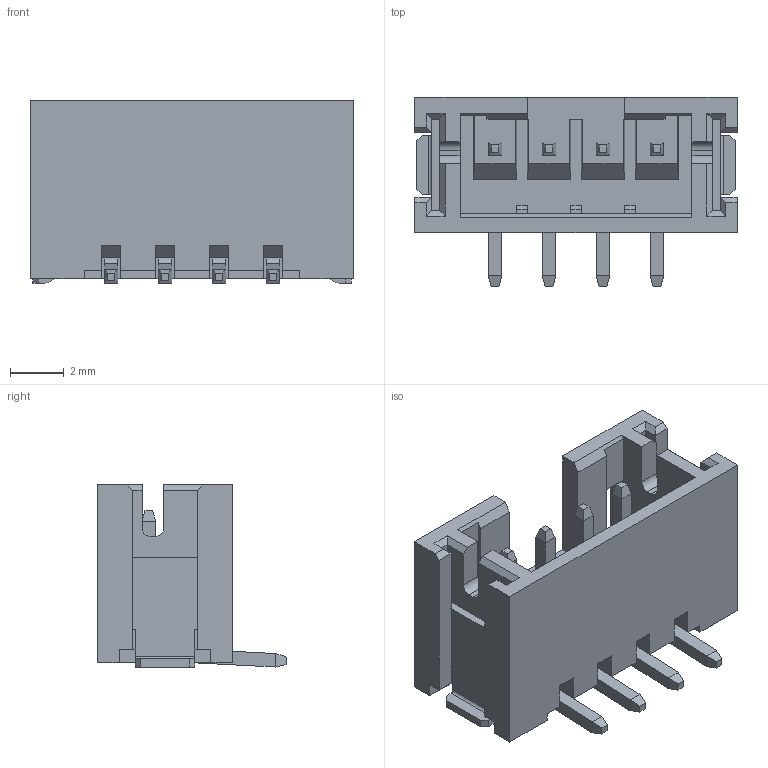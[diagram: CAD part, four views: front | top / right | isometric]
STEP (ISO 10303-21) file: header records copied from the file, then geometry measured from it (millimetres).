
FILE_DESCRIPTION(('FreeCAD Model'),'2;1');
FILE_NAME('Open CASCADE Shape Model','2025-11-30T20:08:13',(''),(''), 'Open CASCADE STEP processor 7.8','FreeCAD','Unknown');
FILE_SCHEMA(('AUTOMOTIVE_DESIGN { 1 0 10303 214 1 1 1 1 }'));
Length unit declared in the file: millimetre
Products named in the file (10): Assembly; B4B-PH-SM4-TB; B4B-PH-SM4-TB(LF)(SN)_B4B-PH-SM4-TB(LF)(SN)007; B4B-PH-SM4-TB(LF)(SN)_B4B-PH-SM4-TB(LF)(SN); B4B-PH-SM4-TB(LF)(SN)_B4B-PH-SM4-TB(LF)(SN)001; B4B-PH-SM4-TB(LF)(SN)_B4B-PH-SM4-TB(LF)(SN)002; B4B-PH-SM4-TB(LF)(SN)_B4B-PH-SM4-TB(LF)(SN)003; B4B-PH-SM4-TB(LF)(SN)_B4B-PH-SM4-TB(LF)(SN)004; B4B-PH-SM4-TB(LF)(SN)_B4B-PH-SM4-TB(LF)(SN)005; B4B-PH-SM4-TB(LF)(SN)_B4B-PH-SM4-TB(LF)(SN)006
Assembly tree (9 placements, depth 4):
  Assembly
    B4B-PH-SM4-TB
      B4B-PH-SM4-TB(LF)(SN)_B4B-PH-SM4-TB(LF)(SN)007
        B4B-PH-SM4-TB(LF)(SN)_B4B-PH-SM4-TB(LF)(SN)
        B4B-PH-SM4-TB(LF)(SN)_B4B-PH-SM4-TB(LF)(SN)001
        B4B-PH-SM4-TB(LF)(SN)_B4B-PH-SM4-TB(LF)(SN)002
        B4B-PH-SM4-TB(LF)(SN)_B4B-PH-SM4-TB(LF)(SN)003
        B4B-PH-SM4-TB(LF)(SN)_B4B-PH-SM4-TB(LF)(SN)004
        B4B-PH-SM4-TB(LF)(SN)_B4B-PH-SM4-TB(LF)(SN)005
        B4B-PH-SM4-TB(LF)(SN)_B4B-PH-SM4-TB(LF)(SN)006
Bounding box: 11.95 x 7 x 6.75 mm (x, y, z)
Volume: 201.4 mm3; surface area: 673.3 mm2
Topology: 7 solids, 7 shells, 268 faces, 730 edges, 472 vertices
Faces by surface type: plane 252, cylinder 16
Entity records: 8511 total; most frequent: CARTESIAN_POINT 1480, ORIENTED_EDGE 1460, DIRECTION 1318, EDGE_CURVE 730, LINE 698, VECTOR 698, VERTEX_POINT 472, AXIS2_PLACEMENT_3D 310
